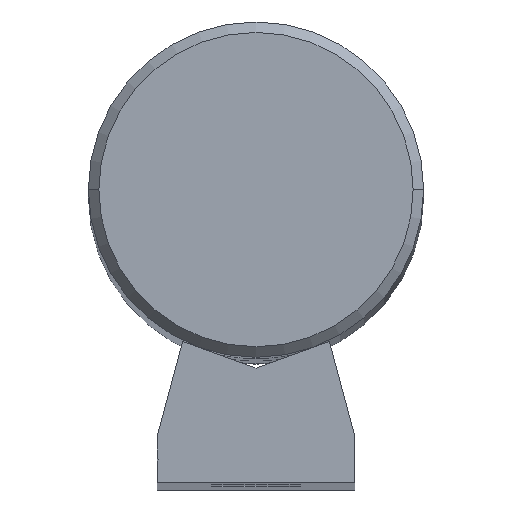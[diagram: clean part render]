
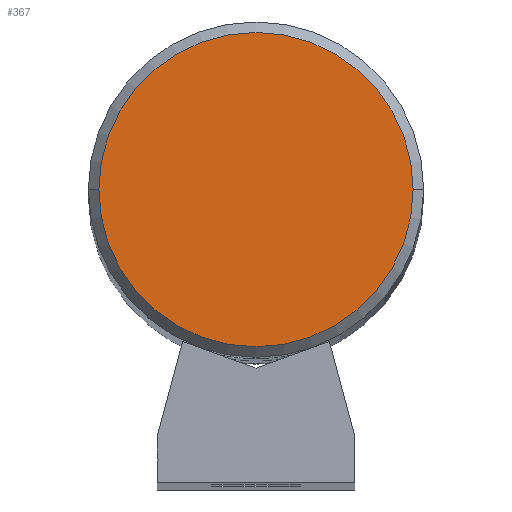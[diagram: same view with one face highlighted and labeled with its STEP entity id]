
A CAD part, top view. The second image highlights one B-rep face of the part: STEP entity #367.
In plain terms, the highlighted planar face has unit normal (0, 0, 1).
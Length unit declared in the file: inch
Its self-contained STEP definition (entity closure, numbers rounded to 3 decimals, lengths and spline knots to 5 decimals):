
#180 = FACE_OUTER_BOUND ( 'NONE', #1117, .T. ) ;
#309 = VERTEX_POINT ( 'NONE', #1443 ) ;
#367 = ADVANCED_FACE ( 'NONE', ( #180 ), #468, .T. ) ;
#414 = DIRECTION ( 'NONE',  ( 1., 0., 0. ) ) ;
#436 = ORIENTED_EDGE ( 'NONE', *, *, #1413, .T. ) ;
#468 = PLANE ( 'NONE',  #816 ) ;
#583 = DIRECTION ( 'NONE',  ( 0., 0., 1. ) ) ;
#623 = EDGE_CURVE ( 'NONE', #1306, #309, #817, .T. ) ;
#762 = DIRECTION ( 'NONE',  ( 1., 0., 0. ) ) ;
#816 = AXIS2_PLACEMENT_3D ( 'NONE', #1617, #1314, #762 ) ;
#817 = CIRCLE ( 'NONE', #1235, 0.9375 ) ;
#819 = CARTESIAN_POINT ( 'NONE',  ( 0., 1.75, 0. ) ) ;
#1092 = DIRECTION ( 'NONE',  ( 0., 0., 1. ) ) ;
#1117 = EDGE_LOOP ( 'NONE', ( #1405, #436 ) ) ;
#1136 = CIRCLE ( 'NONE', #1175, 0.9375 ) ;
#1175 = AXIS2_PLACEMENT_3D ( 'NONE', #819, #1092, #1696 ) ;
#1235 = AXIS2_PLACEMENT_3D ( 'NONE', #1698, #583, #414 ) ;
#1306 = VERTEX_POINT ( 'NONE', #1492 ) ;
#1314 = DIRECTION ( 'NONE',  ( 0., 0., 1. ) ) ;
#1405 = ORIENTED_EDGE ( 'NONE', *, *, #623, .T. ) ;
#1413 = EDGE_CURVE ( 'NONE', #309, #1306, #1136, .T. ) ;
#1443 = CARTESIAN_POINT ( 'NONE',  ( 0.9375, 1.75, 0. ) ) ;
#1492 = CARTESIAN_POINT ( 'NONE',  ( -0.9375, 1.75, 0. ) ) ;
#1617 = CARTESIAN_POINT ( 'NONE',  ( 0., 1.75, 0. ) ) ;
#1696 = DIRECTION ( 'NONE',  ( 1., 0., 0. ) ) ;
#1698 = CARTESIAN_POINT ( 'NONE',  ( 0., 1.75, 0. ) ) ;
